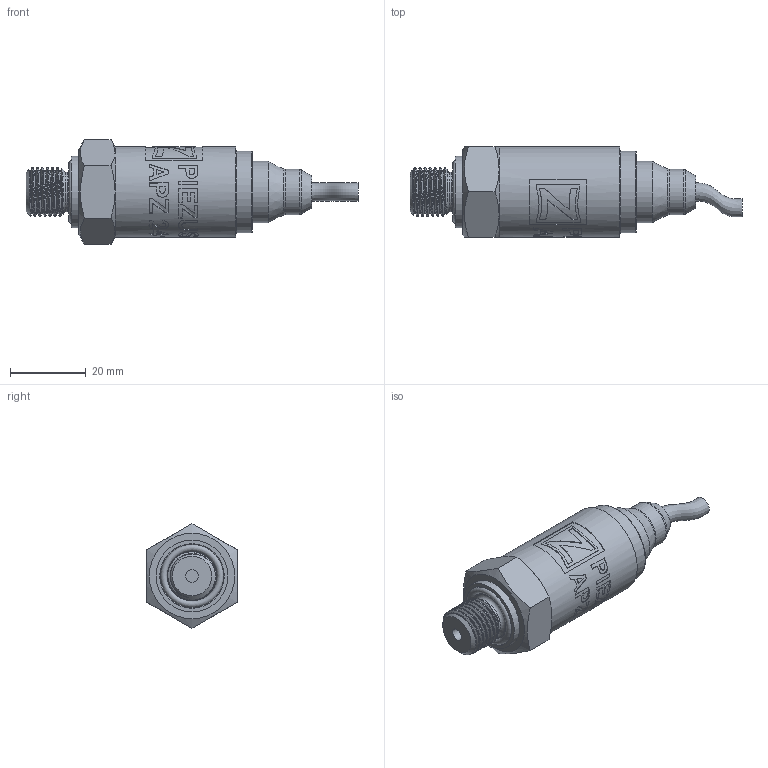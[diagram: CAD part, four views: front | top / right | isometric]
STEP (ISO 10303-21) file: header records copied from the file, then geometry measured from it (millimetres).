
FILE_DESCRIPTION(/* description */ (''),/* implementation_level */ '2;1');
FILE_NAME(/* name */ 'APZ2412_G1''4DIN_CableGland#2.step',/* time_stamp */ '2021-06-25T14:24:11+03:00',/* author */ (''),/* organization */ (''),/* preprocessor_version */ 'ST-DEVELOPER v18.1',/* originating_system */ 'Autodesk Translation Framework v10.9.0.1377',/* authorisation */ '');
FILE_SCHEMA (('AUTOMOTIVE_DESIGN { 1 0 10303 214 3 1 1 }'));
Length unit declared in the file: millimetre
Products named in the file (5): АПЗ 2422 заполненная; G1/4 DIN; Стакан; #17472; #17473
Assembly tree (4 placements, depth 2):
  АПЗ 2422 заполненная
    G1/4 DIN
    Стакан
    #17472
    #17473
Bounding box: 87.95 x 24 x 27.71 mm (x, y, z)
Volume: 22834.2 mm3; surface area: 8892.4 mm2
Topology: 4 solids, 4 shells, 330 faces, 867 edges, 573 vertices
Faces by surface type: bspline 220, cylinder 45, plane 39, cone 13, torus 13
Full cylindrical faces by diameter (mm): 3.3 x1, 4.8 x2, 7.2 x1, 10.5 x1, 11.445 x6, 12 x1, 13.5 x2, 16.2 x1, 16.7 x1, 17.8 x1, 19 x1, 19.5 x1, 21.2 x2, 21.7 x1, 24 x1
Entity records: 17503 total; most frequent: CARTESIAN_POINT 10695, ORIENTED_EDGE 1734, EDGE_CURVE 867, DIRECTION 721, VERTEX_POINT 573, B_SPLINE_CURVE_WITH_KNOTS 467, EDGE_LOOP 362, FACE_OUTER_BOUND 330
